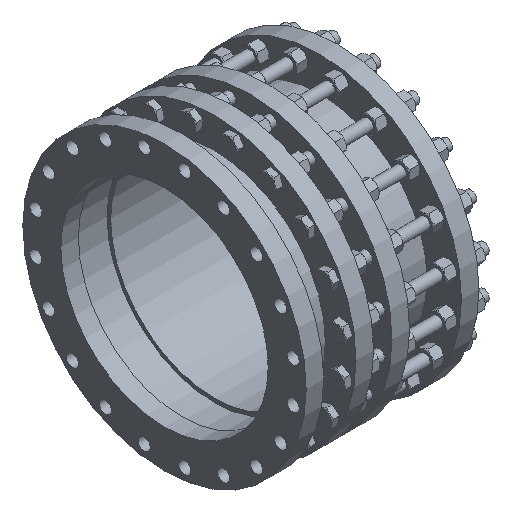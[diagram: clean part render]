
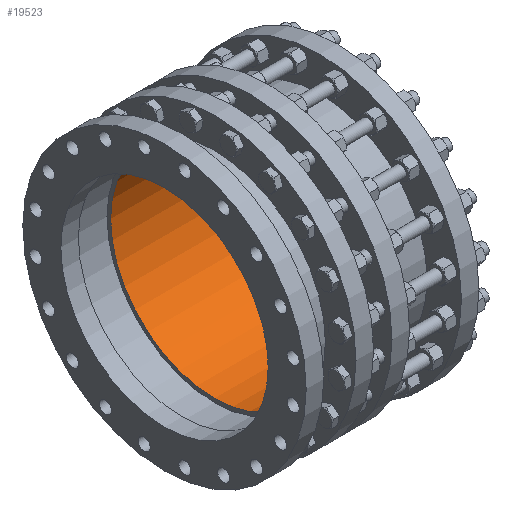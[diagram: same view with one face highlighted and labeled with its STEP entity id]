
A CAD part, isometric view. The second image highlights one B-rep face of the part: STEP entity #19523.
In plain terms, the highlighted cylindrical face has radius 225 mm (diameter 450 mm), a full revolution.
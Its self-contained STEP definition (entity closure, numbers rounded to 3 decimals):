
#54=CYLINDRICAL_SURFACE('',#21093,225.);
#1805=FACE_OUTER_BOUND('',#3007,.T.);
#3007=EDGE_LOOP('',(#15531,#15532,#15533,#15534,#15535,#15536));
#5712=LINE('',#32492,#6803);
#6803=VECTOR('',#24207,225.);
#7744=CIRCLE('',#21091,225.);
#7745=CIRCLE('',#21092,225.);
#7746=CIRCLE('',#21094,225.);
#7747=CIRCLE('',#21095,225.);
#9418=VERTEX_POINT('',#32484);
#9419=VERTEX_POINT('',#32485);
#9420=VERTEX_POINT('',#32489);
#9421=VERTEX_POINT('',#32490);
#11836=EDGE_CURVE('',#9418,#9419,#7744,.T.);
#11837=EDGE_CURVE('',#9419,#9418,#7745,.T.);
#11838=EDGE_CURVE('',#9420,#9421,#7746,.T.);
#11839=EDGE_CURVE('',#9421,#9419,#5712,.T.);
#11840=EDGE_CURVE('',#9421,#9420,#7747,.T.);
#15531=ORIENTED_EDGE('',*,*,#11838,.T.);
#15532=ORIENTED_EDGE('',*,*,#11839,.T.);
#15533=ORIENTED_EDGE('',*,*,#11836,.F.);
#15534=ORIENTED_EDGE('',*,*,#11837,.F.);
#15535=ORIENTED_EDGE('',*,*,#11839,.F.);
#15536=ORIENTED_EDGE('',*,*,#11840,.T.);
#19523=ADVANCED_FACE('',(#1805),#54,.F.);
#21091=AXIS2_PLACEMENT_3D('',#32486,#24199,#24200);
#21092=AXIS2_PLACEMENT_3D('',#32487,#24201,#24202);
#21093=AXIS2_PLACEMENT_3D('',#32488,#24203,#24204);
#21094=AXIS2_PLACEMENT_3D('',#32491,#24205,#24206);
#21095=AXIS2_PLACEMENT_3D('',#32493,#24208,#24209);
#24199=DIRECTION('center_axis',(1.,0.,0.));
#24200=DIRECTION('ref_axis',(0.,0.,-1.));
#24201=DIRECTION('center_axis',(1.,0.,0.));
#24202=DIRECTION('ref_axis',(0.,0.,-1.));
#24203=DIRECTION('center_axis',(1.,0.,0.));
#24204=DIRECTION('ref_axis',(0.,1.,0.));
#24205=DIRECTION('center_axis',(1.,0.,0.));
#24206=DIRECTION('ref_axis',(0.,0.,-1.));
#24207=DIRECTION('',(-1.,0.,0.));
#24208=DIRECTION('center_axis',(1.,0.,0.));
#24209=DIRECTION('ref_axis',(0.,0.,-1.));
#32484=CARTESIAN_POINT('',(108.1,225.,0.));
#32485=CARTESIAN_POINT('',(108.1,-225.,0.));
#32486=CARTESIAN_POINT('Origin',(108.1,0.,0.));
#32487=CARTESIAN_POINT('Origin',(108.1,0.,0.));
#32488=CARTESIAN_POINT('Origin',(241.55,0.,0.));
#32489=CARTESIAN_POINT('',(375.,225.,0.));
#32490=CARTESIAN_POINT('',(375.,-225.,0.));
#32491=CARTESIAN_POINT('Origin',(375.,0.,0.));
#32492=CARTESIAN_POINT('',(241.55,-225.,0.));
#32493=CARTESIAN_POINT('Origin',(375.,0.,0.));
